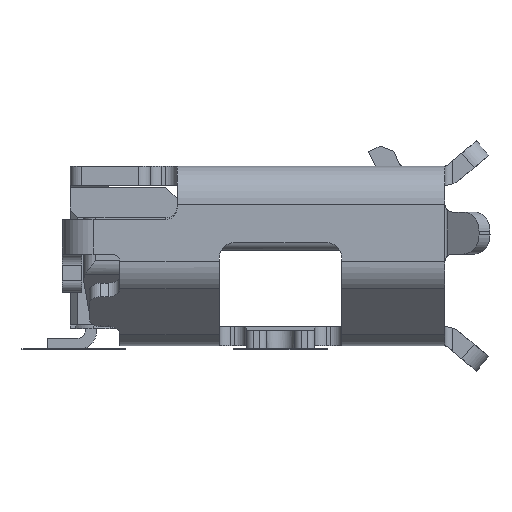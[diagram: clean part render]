
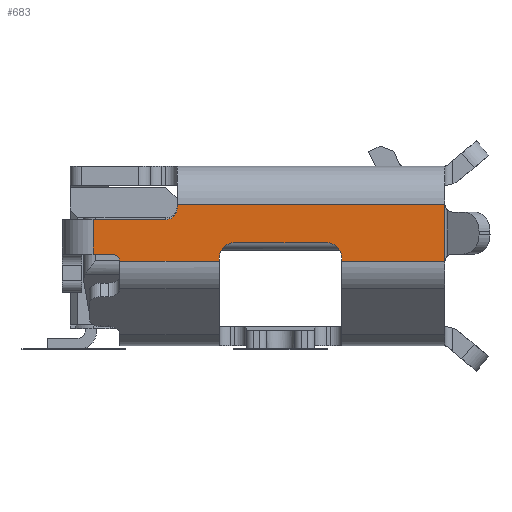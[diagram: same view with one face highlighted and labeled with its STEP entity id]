
A CAD part, left-side view. The second image highlights one B-rep face of the part: STEP entity #683.
In plain terms, the highlighted planar face has unit normal (-1, 0, 0).
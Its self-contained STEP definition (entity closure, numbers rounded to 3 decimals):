
#683=ADVANCED_FACE('',(#1809),#1355,.F.);
#1355=PLANE('',#13568);
#1809=FACE_OUTER_BOUND('',#2475,.T.);
#2475=EDGE_LOOP('',(#6224,#6225,#6226,#6227,#6228,#6229,#6230,#6231,#6232,
#6233,#6234,#6235,#6236,#6237,#6238));
#3250=LINE('',#18525,#4713);
#3252=LINE('',#18533,#4715);
#3255=LINE('',#18545,#4718);
#3256=LINE('',#18548,#4719);
#3257=LINE('',#18551,#4720);
#3258=LINE('',#18555,#4721);
#3259=LINE('',#18557,#4722);
#3260=LINE('',#18559,#4723);
#3261=LINE('',#18561,#4724);
#3262=LINE('',#18563,#4725);
#3263=LINE('',#18567,#4726);
#4713=VECTOR('',#14782,1.);
#4715=VECTOR('',#14790,1.);
#4718=VECTOR('',#14799,1.);
#4719=VECTOR('',#14800,1.);
#4720=VECTOR('',#14803,1.);
#4721=VECTOR('',#14806,1.);
#4722=VECTOR('',#14807,1.);
#4723=VECTOR('',#14808,1.);
#4724=VECTOR('',#14809,1.);
#4725=VECTOR('',#14810,1.);
#4726=VECTOR('',#14813,1.);
#6224=ORIENTED_EDGE('',*,*,#11314,.T.);
#6225=ORIENTED_EDGE('',*,*,#11315,.T.);
#6226=ORIENTED_EDGE('',*,*,#11313,.F.);
#6227=ORIENTED_EDGE('',*,*,#11309,.F.);
#6228=ORIENTED_EDGE('',*,*,#11305,.F.);
#6229=ORIENTED_EDGE('',*,*,#11316,.F.);
#6230=ORIENTED_EDGE('',*,*,#11317,.T.);
#6231=ORIENTED_EDGE('',*,*,#11318,.F.);
#6232=ORIENTED_EDGE('',*,*,#11319,.T.);
#6233=ORIENTED_EDGE('',*,*,#11320,.T.);
#6234=ORIENTED_EDGE('',*,*,#11321,.F.);
#6235=ORIENTED_EDGE('',*,*,#11322,.T.);
#6236=ORIENTED_EDGE('',*,*,#11323,.T.);
#6237=ORIENTED_EDGE('',*,*,#11324,.F.);
#6238=ORIENTED_EDGE('',*,*,#11325,.F.);
#10041=VERTEX_POINT('',#18524);
#10042=VERTEX_POINT('',#18526);
#10045=VERTEX_POINT('',#18534);
#10046=VERTEX_POINT('',#18541);
#10047=VERTEX_POINT('',#18546);
#10048=VERTEX_POINT('',#18547);
#10049=VERTEX_POINT('',#18550);
#10050=VERTEX_POINT('',#18552);
#10051=VERTEX_POINT('',#18554);
#10052=VERTEX_POINT('',#18556);
#10053=VERTEX_POINT('',#18558);
#10054=VERTEX_POINT('',#18560);
#10055=VERTEX_POINT('',#18562);
#10056=VERTEX_POINT('',#18564);
#10057=VERTEX_POINT('',#18566);
#11305=EDGE_CURVE('',#10041,#10042,#3250,.T.);
#11309=EDGE_CURVE('',#10042,#10045,#3252,.T.);
#11313=EDGE_CURVE('',#10045,#10046,#13143,.T.);
#11314=EDGE_CURVE('',#10047,#10048,#3255,.T.);
#11315=EDGE_CURVE('',#10048,#10046,#3256,.T.);
#11316=EDGE_CURVE('',#10049,#10041,#13144,.T.);
#11317=EDGE_CURVE('',#10049,#10050,#3257,.T.);
#11318=EDGE_CURVE('',#10051,#10050,#13145,.T.);
#11319=EDGE_CURVE('',#10051,#10052,#3258,.T.);
#11320=EDGE_CURVE('',#10052,#10053,#3259,.T.);
#11321=EDGE_CURVE('',#10054,#10053,#3260,.T.);
#11322=EDGE_CURVE('',#10054,#10055,#3261,.T.);
#11323=EDGE_CURVE('',#10055,#10056,#3262,.T.);
#11324=EDGE_CURVE('',#10057,#10056,#13146,.T.);
#11325=EDGE_CURVE('',#10047,#10057,#3263,.T.);
#13143=CIRCLE('',#13563,0.1);
#13144=CIRCLE('',#13565,0.2);
#13145=CIRCLE('',#13566,0.2);
#13146=CIRCLE('',#13567,0.15);
#13563=AXIS2_PLACEMENT_3D('',#18543,#14795,#14796);
#13565=AXIS2_PLACEMENT_3D('',#18549,#14801,#14802);
#13566=AXIS2_PLACEMENT_3D('',#18553,#14804,#14805);
#13567=AXIS2_PLACEMENT_3D('',#18565,#14811,#14812);
#13568=AXIS2_PLACEMENT_3D('',#18568,#14814,#14815);
#14782=DIRECTION('',(0.,0.,-1.));
#14790=DIRECTION('',(0.,1.,0.));
#14795=DIRECTION('',(-1.,0.,0.));
#14796=DIRECTION('',(0.,-1.,0.031));
#14799=DIRECTION('',(0.,0.,-1.));
#14800=DIRECTION('',(0.,-1.,0.));
#14801=DIRECTION('',(-1.,0.,0.));
#14802=DIRECTION('',(0.,0.,1.));
#14803=DIRECTION('',(0.,-1.,0.));
#14804=DIRECTION('',(-1.,0.,0.));
#14805=DIRECTION('',(0.,-1.,0.));
#14806=DIRECTION('',(0.,0.,-1.));
#14807=DIRECTION('',(0.,-1.,0.));
#14808=DIRECTION('',(0.,0.,-1.));
#14809=DIRECTION('',(0.,1.,0.));
#14810=DIRECTION('',(0.,0.,-1.));
#14811=DIRECTION('',(-1.,0.,0.));
#14812=DIRECTION('',(0.,0.,-1.));
#14813=DIRECTION('',(0.,-1.,0.));
#14814=DIRECTION('',(1.,0.,0.));
#14815=DIRECTION('',(0.,0.,-1.));
#18524=CARTESIAN_POINT('',(-3.7,0.45,1.276));
#18525=CARTESIAN_POINT('',(-3.7,0.45,1.276));
#18526=CARTESIAN_POINT('',(-3.7,0.45,1.23));
#18533=CARTESIAN_POINT('',(-3.7,0.45,1.23));
#18534=CARTESIAN_POINT('',(-3.7,1.75,1.229));
#18541=CARTESIAN_POINT('',(-3.7,1.85,1.326));
#18543=CARTESIAN_POINT('',(-3.7,1.85,1.226));
#18545=CARTESIAN_POINT('',(-3.7,2.1,1.776));
#18546=CARTESIAN_POINT('',(-3.7,2.1,1.776));
#18547=CARTESIAN_POINT('',(-3.7,2.1,1.326));
#18548=CARTESIAN_POINT('',(-3.7,2.1,1.326));
#18549=CARTESIAN_POINT('',(-3.7,0.25,1.276));
#18550=CARTESIAN_POINT('',(-3.7,0.25,1.476));
#18551=CARTESIAN_POINT('',(-3.7,0.25,1.476));
#18552=CARTESIAN_POINT('',(-3.7,-0.95,1.476));
#18553=CARTESIAN_POINT('',(-3.7,-0.95,1.276));
#18554=CARTESIAN_POINT('',(-3.7,-1.15,1.276));
#18555=CARTESIAN_POINT('',(-3.7,-1.15,1.276));
#18556=CARTESIAN_POINT('',(-3.7,-1.15,1.23));
#18557=CARTESIAN_POINT('',(-3.7,-1.15,1.23));
#18558=CARTESIAN_POINT('',(-3.7,-2.5,1.229));
#18559=CARTESIAN_POINT('',(-3.7,-2.5,1.976));
#18560=CARTESIAN_POINT('',(-3.7,-2.5,1.976));
#18561=CARTESIAN_POINT('',(-3.7,-2.5,1.976));
#18562=CARTESIAN_POINT('',(-3.7,1.,1.976));
#18563=CARTESIAN_POINT('',(-3.7,1.,1.976));
#18564=CARTESIAN_POINT('',(-3.7,1.,1.926));
#18565=CARTESIAN_POINT('',(-3.7,1.15,1.926));
#18566=CARTESIAN_POINT('',(-3.7,1.15,1.776));
#18567=CARTESIAN_POINT('',(-3.7,2.1,1.776));
#18568=CARTESIAN_POINT('',(-3.7,-0.2,1.603));
